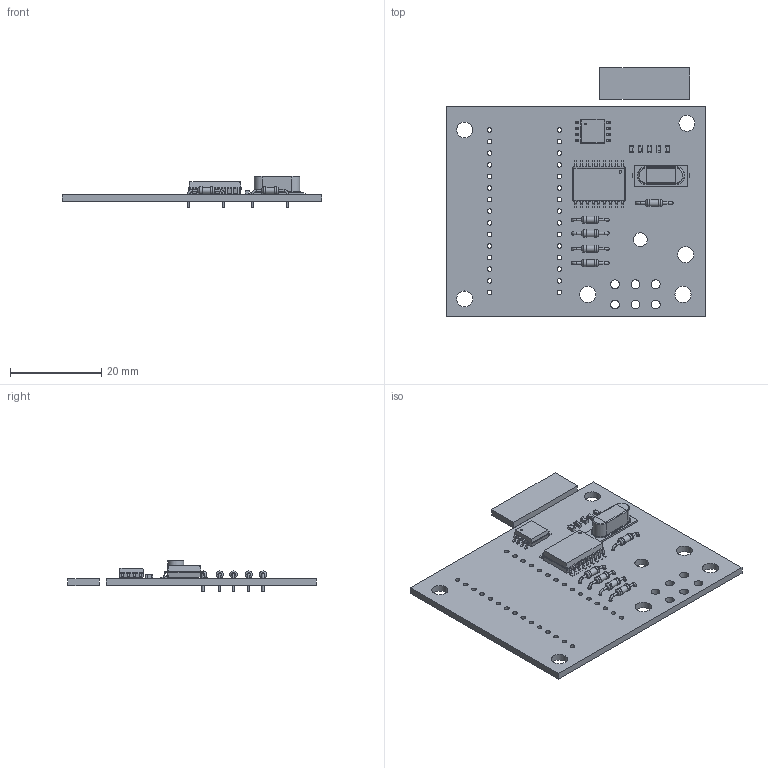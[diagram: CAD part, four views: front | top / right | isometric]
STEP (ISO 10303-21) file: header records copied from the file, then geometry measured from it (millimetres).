
FILE_DESCRIPTION(('KiCad electronic assembly'),'2;1');
FILE_NAME('Displacement Sensor.step','2026-02-15T17:55:45',('Pcbnew'),( 'Kicad'),'Open CASCADE STEP processor 7.9','KiCad to STEP converter' ,'Unknown');
FILE_SCHEMA(('AUTOMOTIVE_DESIGN { 1 0 10303 214 1 1 1 1 }'));
Length unit declared in the file: millimetre
Products named in the file (9): Displacement Sensor 1; C_0603_1608Metric; SOIC-8_5.3x5.3mm_P1.27mm; R_Axial_DIN0204_L3.6mm_D1.6mm_P7.62mm_Horizontal; Crystal_SMD_HC49-SD; SOIC-18W_7.5x11.6mm_P1.27mm; CP_EIA-1608-08_AVX-J; Displacement Sensor_PCB_1; Displacement Sensor_PCB_2
Assembly tree (15 placements, depth 2):
  Displacement Sensor 1
    C_0603_1608Metric  x4
    SOIC-8_5.3x5.3mm_P1.27mm
    R_Axial_DIN0204_L3.6mm_D1.6mm_P7.62mm_Horizontal  x5
    Crystal_SMD_HC49-SD
    SOIC-18W_7.5x11.6mm_P1.27mm
    CP_EIA-1608-08_AVX-J
    Displacement Sensor_PCB_1
    Displacement Sensor_PCB_2
Bounding box: 56.8 x 54.35 x 7 mm (x, y, z)
Volume: 4438.2 mm3; surface area: 6865.5 mm2
Topology: 15 solids, 15 shells, 779 faces, 1982 edges, 1266 vertices
Faces by surface type: plane 475, cylinder 250, bspline 32, torus 22
Full cylindrical faces by diameter (mm): 0.5 x20, 0.7 x10, 1 x30, 1.44 x5, 1.6 x10, 1.93 x6, 3 x1, 3.5 x4, 3.55 x2
Entity records: 24353 total; most frequent: CARTESIAN_POINT 3517, ORIENTED_EDGE 3315, DIRECTION 3200, EDGE_CURVE 1658, LINE 1214, VECTOR 1214, VERTEX_POINT 1058, AXIS2_PLACEMENT_3D 993
